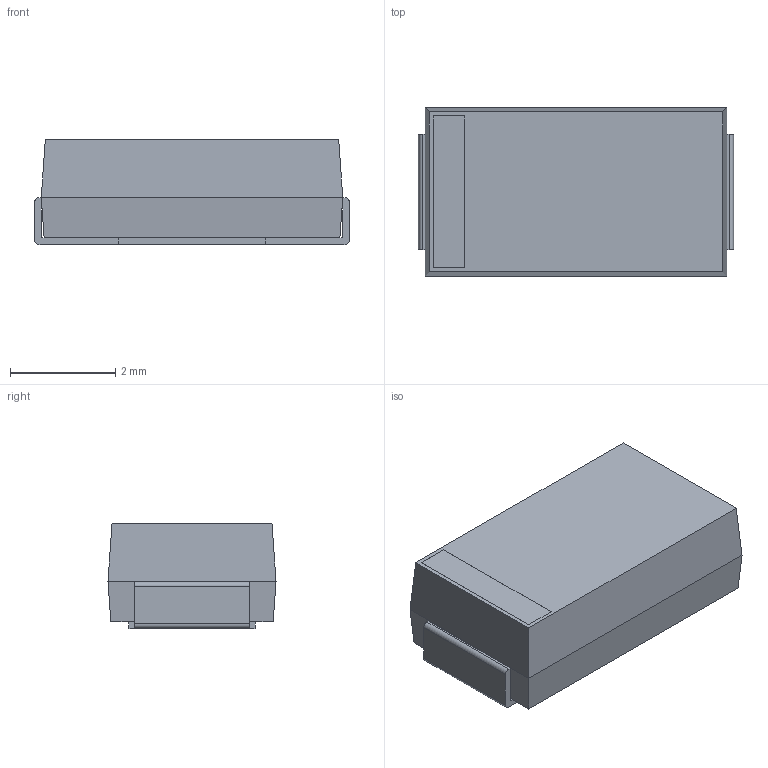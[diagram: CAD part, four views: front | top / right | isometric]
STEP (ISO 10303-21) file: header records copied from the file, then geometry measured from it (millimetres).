
FILE_DESCRIPTION(/* description */ ('model of CP_EIA-6032-20_AVX-F'),/* implementation_level */ '2;1');
FILE_NAME(/* name */ 'CP_EIA-6032-20_AVX-F.step',/* time_stamp */ '2018-12-29T10:41:44',/* author */ ('kicad StepUp','ksu'),/* organization */ ('FreeCAD'),/* preprocessor_version */ 'OCC',/* originating_system */ 'kicad StepUp',/* authorisation */ '');
FILE_SCHEMA(('AUTOMOTIVE_DESIGN { 1 0 10303 214 1 1 1 1 }'));
Length unit declared in the file: millimetre
Products named in the file (1): CP_EIA_6032_20_AVX_F
Bounding box: 6 x 3.2 x 2 mm (x, y, z)
Volume: 35.4 mm3; surface area: 78 mm2
Topology: 1 solids, 1 shells, 43 faces, 108 edges, 68 vertices
Faces by surface type: plane 31, bspline 8, cylinder 4
Entity records: 1559 total; most frequent: CARTESIAN_POINT 278, ORIENTED_EDGE 216, DIRECTION 166, EDGE_CURVE 108, LINE 78, VECTOR 78, VERTEX_POINT 68, AXIS2_PLACEMENT_3D 44
